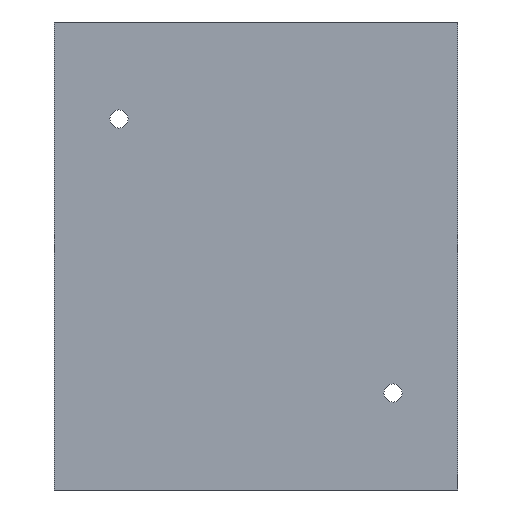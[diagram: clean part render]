
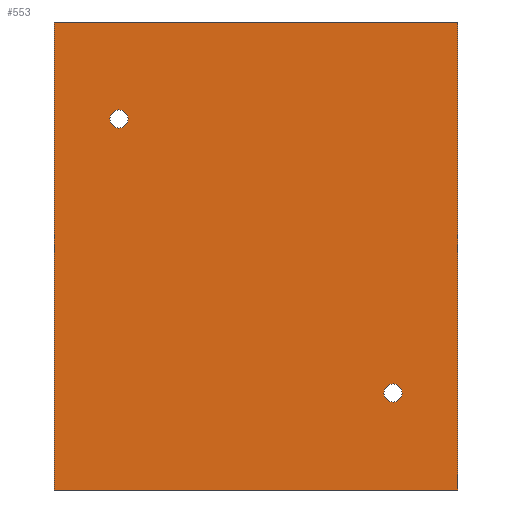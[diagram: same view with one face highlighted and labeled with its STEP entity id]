
A CAD part, front view. The second image highlights one B-rep face of the part: STEP entity #553.
In plain terms, the highlighted planar face has unit normal (0, -1, 0).
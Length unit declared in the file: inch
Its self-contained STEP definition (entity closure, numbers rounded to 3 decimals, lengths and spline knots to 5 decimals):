
#19=CIRCLE('',#614,0.07);
#20=CIRCLE('',#615,0.07);
#25=FACE_BOUND('',#92,.T.);
#26=FACE_BOUND('',#93,.T.);
#33=PLANE('',#613);
#59=FACE_OUTER_BOUND('',#91,.T.);
#91=EDGE_LOOP('',(#437,#438,#439,#440));
#92=EDGE_LOOP('',(#441));
#93=EDGE_LOOP('',(#442));
#141=LINE('',#853,#207);
#148=LINE('',#871,#214);
#152=LINE('',#877,#218);
#153=LINE('',#879,#219);
#207=VECTOR('',#685,0.3937);
#214=VECTOR('',#698,0.3937);
#218=VECTOR('',#704,0.3937);
#219=VECTOR('',#707,0.3937);
#280=VERTEX_POINT('',#850);
#281=VERTEX_POINT('',#852);
#288=VERTEX_POINT('',#868);
#289=VERTEX_POINT('',#870);
#291=VERTEX_POINT('',#880);
#292=VERTEX_POINT('',#882);
#335=EDGE_CURVE('',#281,#280,#141,.T.);
#344=EDGE_CURVE('',#289,#288,#148,.T.);
#348=EDGE_CURVE('',#289,#280,#152,.T.);
#349=EDGE_CURVE('',#281,#288,#153,.T.);
#350=EDGE_CURVE('',#291,#291,#19,.T.);
#351=EDGE_CURVE('',#292,#292,#20,.T.);
#437=ORIENTED_EDGE('',*,*,#335,.T.);
#438=ORIENTED_EDGE('',*,*,#348,.F.);
#439=ORIENTED_EDGE('',*,*,#344,.T.);
#440=ORIENTED_EDGE('',*,*,#349,.F.);
#441=ORIENTED_EDGE('',*,*,#350,.T.);
#442=ORIENTED_EDGE('',*,*,#351,.T.);
#553=ADVANCED_FACE('',(#59,#25,#26),#33,.F.);
#613=AXIS2_PLACEMENT_3D('',#878,#705,#706);
#614=AXIS2_PLACEMENT_3D('',#881,#708,#709);
#615=AXIS2_PLACEMENT_3D('',#883,#710,#711);
#685=DIRECTION('',(0.,0.,1.));
#698=DIRECTION('',(0.,0.,-1.));
#704=DIRECTION('',(1.,0.,0.));
#705=DIRECTION('center_axis',(0.,1.,0.));
#706=DIRECTION('ref_axis',(0.,0.,1.));
#707=DIRECTION('',(-1.,0.,0.));
#708=DIRECTION('center_axis',(0.,1.,0.));
#709=DIRECTION('ref_axis',(1.,0.,0.));
#710=DIRECTION('center_axis',(0.,1.,0.));
#711=DIRECTION('ref_axis',(1.,0.,0.));
#850=CARTESIAN_POINT('',(-0.125,0.,0.));
#852=CARTESIAN_POINT('',(-0.125,0.,-3.62));
#853=CARTESIAN_POINT('',(-0.125,0.,-0.905));
#868=CARTESIAN_POINT('',(-3.245,0.,-3.62));
#870=CARTESIAN_POINT('',(-3.245,0.,0.));
#871=CARTESIAN_POINT('',(-3.245,0.,-2.715));
#877=CARTESIAN_POINT('',(-3.37,0.,0.));
#878=CARTESIAN_POINT('Origin',(-1.685,0.,-1.81));
#879=CARTESIAN_POINT('',(0.,0.,-3.62));
#880=CARTESIAN_POINT('',(-2.815,0.,-0.75));
#881=CARTESIAN_POINT('Origin',(-2.745,0.,-0.75));
#882=CARTESIAN_POINT('',(-0.695,0.,-2.87));
#883=CARTESIAN_POINT('Origin',(-0.625,0.,-2.87));
